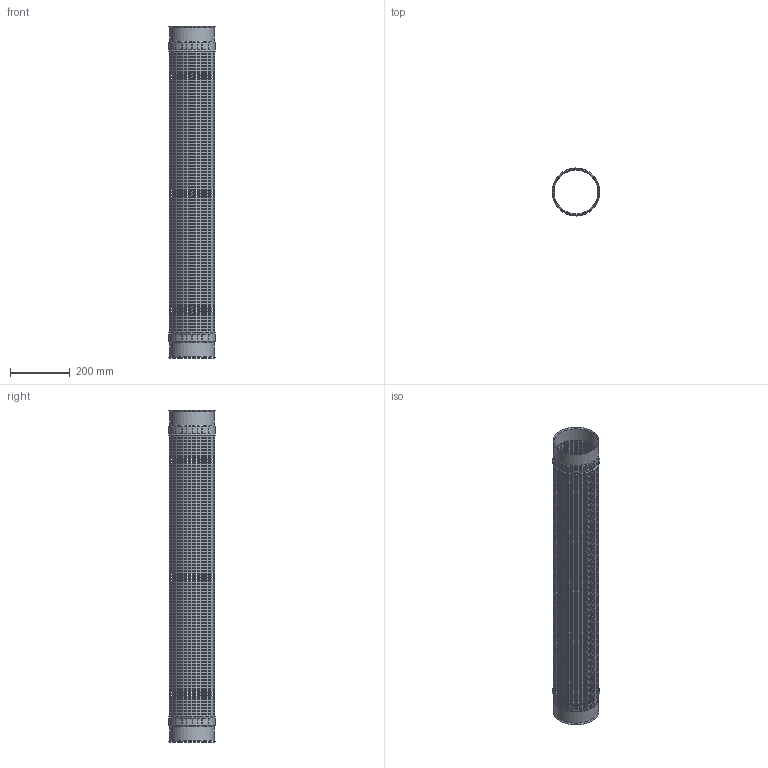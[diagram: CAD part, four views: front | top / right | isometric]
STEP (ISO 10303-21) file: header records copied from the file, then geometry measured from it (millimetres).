
FILE_DESCRIPTION(('STEP AP203'),'1');
FILE_NAME('V 4061008 SR-R flex 150 Rundrohr 1000 mm.STP','2019-11-15T10:52:26',(' '),(' '),'Spatial InterOp 3D',' ',' ');
FILE_SCHEMA(('CONFIG_CONTROL_DESIGN'));
Length unit declared in the file: millimetre
Products named in the file (1): 1
Bounding box: 159.2 x 159.2 x 1111.4 mm (x, y, z)
Volume: 632345.3 mm3; surface area: 1336621 mm2
Topology: 202 solids, 202 shells, 824 faces, 1248 edges, 824 vertices
Faces by surface type: cylinder 408, plane 400, cone 16
Full cylindrical faces by diameter (mm): 148 x2, 149.2 x2, 150.2 x200, 152.7 x200, 153 x2, 154.2 x2
Entity records: 18140 total; most frequent: DIRECTION 3700, CARTESIAN_POINT 2674, AXIS2_PLACEMENT_3D 1850, EDGE_LOOP 1648, ORIENTED_EDGE 1648, FACE_BOUND 1248, ADVANCED_FACE 824, EDGE_CURVE 824
